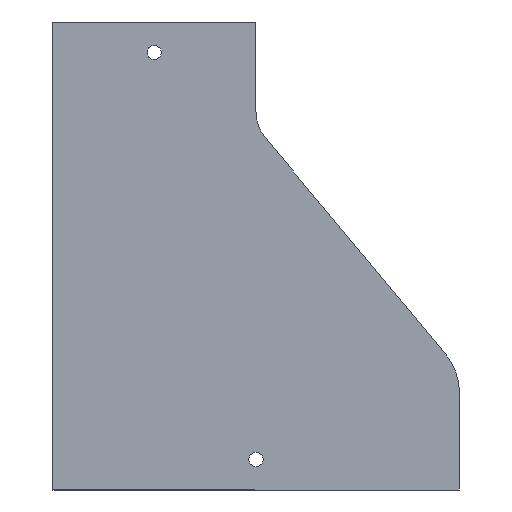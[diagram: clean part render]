
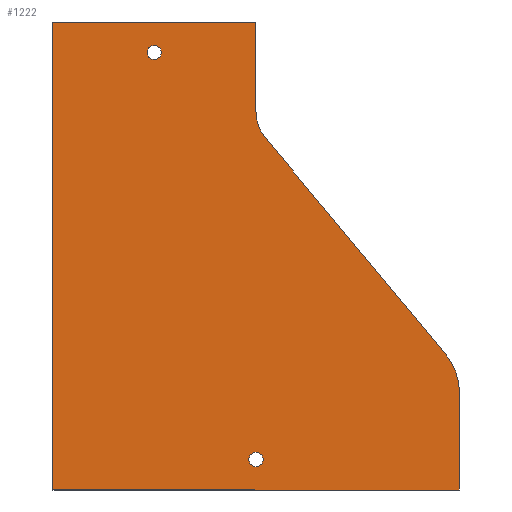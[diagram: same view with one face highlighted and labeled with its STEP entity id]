
A CAD part, front view. The second image highlights one B-rep face of the part: STEP entity #1222.
In plain terms, the highlighted planar face has unit normal (0, -1, 0).
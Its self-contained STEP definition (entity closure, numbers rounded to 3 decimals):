
#69 = DIRECTION ( 'NONE',  ( 0., 0., -1. ) ) ;
#81 = DIRECTION ( 'NONE',  ( 0., 0., 1. ) ) ;
#182 = DIRECTION ( 'NONE',  ( 0., 0., 1. ) ) ;
#219 = CARTESIAN_POINT ( 'NONE',  ( 200., 0., -182.241 ) ) ;
#309 = CARTESIAN_POINT ( 'NONE',  ( 100., 0., 0. ) ) ;
#310 = DIRECTION ( 'NONE',  ( 0., 0., 1. ) ) ;
#335 = CARTESIAN_POINT ( 'NONE',  ( 0., 0., -230. ) ) ;
#337 = CARTESIAN_POINT ( 'NONE',  ( 200., 0., -230. ) ) ;
#374 = CARTESIAN_POINT ( 'NONE',  ( 193.047, 0., -163.035 ) ) ;
#406 = DIRECTION ( 'NONE',  ( -0.64, 0., 0.768 ) ) ;
#412 = CARTESIAN_POINT ( 'NONE',  ( 100., 0., 0. ) ) ;
#422 = CARTESIAN_POINT ( 'NONE',  ( 0., 0., 0. ) ) ;
#423 = CARTESIAN_POINT ( 'NONE',  ( 104.636, 0., -56.942 ) ) ;
#427 = CARTESIAN_POINT ( 'NONE',  ( 200., 0., -182.241 ) ) ;
#434 = CARTESIAN_POINT ( 'NONE',  ( 100., 0., -44.139 ) ) ;
#437 = CARTESIAN_POINT ( 'NONE',  ( 104.636, 0., -56.942 ) ) ;
#439 = CARTESIAN_POINT ( 'NONE',  ( 0., 0., 0. ) ) ;
#448 = CARTESIAN_POINT ( 'NONE',  ( 50., 0., -15. ) ) ;
#449 = DIRECTION ( 'NONE',  ( 0., 0., -1. ) ) ;
#456 = DIRECTION ( 'NONE',  ( 0., -1., 0. ) ) ;
#458 = DIRECTION ( 'NONE',  ( -1., 0., 0. ) ) ;
#459 = CARTESIAN_POINT ( 'NONE',  ( -200., 0., -230. ) ) ;
#462 = DIRECTION ( 'NONE',  ( 1., 0., 0. ) ) ;
#486 = DIRECTION ( 'NONE',  ( 0., 0., 1. ) ) ;
#487 = DIRECTION ( 'NONE',  ( 0., -1., 0. ) ) ;
#488 = CARTESIAN_POINT ( 'NONE',  ( 170., 0., -182.241 ) ) ;
#507 = CARTESIAN_POINT ( 'NONE',  ( -100., 0., 0. ) ) ;
#524 = DIRECTION ( 'NONE',  ( 0., -1., 0. ) ) ;
#532 = CARTESIAN_POINT ( 'NONE',  ( 100., 0., -215. ) ) ;
#539 = DIRECTION ( 'NONE',  ( 0., 0., 1. ) ) ;
#543 = DIRECTION ( 'NONE',  ( 0., 1., 0. ) ) ;
#544 = CARTESIAN_POINT ( 'NONE',  ( 120., 0., -44.139 ) ) ;
#599 = DIRECTION ( 'NONE',  ( 0., 1., 0. ) ) ;
#606 = CARTESIAN_POINT ( 'NONE',  ( -120., 0., -44.139 ) ) ;
#608 = PLANE ( 'NONE',  #708 ) ;
#610 = DIRECTION ( 'NONE',  ( 0., 0., 1. ) ) ;
#666 = CARTESIAN_POINT ( 'NONE',  ( 100., 0., -218.5 ) ) ;
#672 = CARTESIAN_POINT ( 'NONE',  ( 50., 0., -18.5 ) ) ;
#708 = AXIS2_PLACEMENT_3D ( 'NONE', #606, #599, #610 ) ;
#714 = EDGE_CURVE ( 'NONE', #842, #852, #1554, .T. ) ;
#718 = EDGE_CURVE ( 'NONE', #1084, #1084, #1562, .T. ) ;
#725 = EDGE_CURVE ( 'NONE', #1096, #1096, #1574, .T. ) ;
#729 = EDGE_CURVE ( 'NONE', #845, #892, #1577, .T. ) ;
#750 = EDGE_CURVE ( 'NONE', #852, #900, #1615, .T. ) ;
#751 = EDGE_CURVE ( 'NONE', #844, #816, #1617, .T. ) ;
#752 = EDGE_CURVE ( 'NONE', #836, #844, #1618, .T. ) ;
#756 = EDGE_CURVE ( 'NONE', #842, #836, #1625, .T. ) ;
#759 = EDGE_CURVE ( 'NONE', #900, #845, #1631, .T. ) ;
#767 = EDGE_CURVE ( 'NONE', #892, #816, #1639, .T. ) ;
#816 = VERTEX_POINT ( 'NONE', #309 ) ;
#836 = VERTEX_POINT ( 'NONE', #335 ) ;
#842 = VERTEX_POINT ( 'NONE', #337 ) ;
#844 = VERTEX_POINT ( 'NONE', #422 ) ;
#845 = VERTEX_POINT ( 'NONE', #423 ) ;
#852 = VERTEX_POINT ( 'NONE', #427 ) ;
#892 = VERTEX_POINT ( 'NONE', #434 ) ;
#900 = VERTEX_POINT ( 'NONE', #374 ) ;
#925 = EDGE_LOOP ( 'NONE', ( #1301 ) ) ;
#926 = EDGE_LOOP ( 'NONE', ( #1302 ) ) ;
#950 = EDGE_LOOP ( 'NONE', ( #1303, #1304, #1305, #1306, #1307, #1308, #1309, #1310 ) ) ;
#1032 = AXIS2_PLACEMENT_3D ( 'NONE', #488, #487, #486 ) ;
#1038 = AXIS2_PLACEMENT_3D ( 'NONE', #544, #543, #539 ) ;
#1040 = AXIS2_PLACEMENT_3D ( 'NONE', #532, #524, #69 ) ;
#1043 = AXIS2_PLACEMENT_3D ( 'NONE', #448, #456, #449 ) ;
#1084 = VERTEX_POINT ( 'NONE', #672 ) ;
#1096 = VERTEX_POINT ( 'NONE', #666 ) ;
#1222 = ADVANCED_FACE ( 'NONE', ( #1817, #1823, #1821 ), #608, .F. ) ;
#1301 = ORIENTED_EDGE ( 'NONE', *, *, #725, .F. ) ;
#1302 = ORIENTED_EDGE ( 'NONE', *, *, #718, .F. ) ;
#1303 = ORIENTED_EDGE ( 'NONE', *, *, #751, .F. ) ;
#1304 = ORIENTED_EDGE ( 'NONE', *, *, #752, .F. ) ;
#1305 = ORIENTED_EDGE ( 'NONE', *, *, #756, .F. ) ;
#1306 = ORIENTED_EDGE ( 'NONE', *, *, #714, .T. ) ;
#1307 = ORIENTED_EDGE ( 'NONE', *, *, #750, .T. ) ;
#1308 = ORIENTED_EDGE ( 'NONE', *, *, #759, .T. ) ;
#1309 = ORIENTED_EDGE ( 'NONE', *, *, #729, .T. ) ;
#1310 = ORIENTED_EDGE ( 'NONE', *, *, #767, .T. ) ;
#1554 = LINE ( 'NONE', #219, #1557 ) ;
#1557 = VECTOR ( 'NONE', #81, 1000. ) ;
#1562 = CIRCLE ( 'NONE', #1043, 3.5 ) ;
#1574 = CIRCLE ( 'NONE', #1040, 3.5 ) ;
#1577 = CIRCLE ( 'NONE', #1038, 20. ) ;
#1615 = CIRCLE ( 'NONE', #1032, 30. ) ;
#1617 = LINE ( 'NONE', #507, #1619 ) ;
#1618 = LINE ( 'NONE', #439, #1621 ) ;
#1619 = VECTOR ( 'NONE', #462, 1000. ) ;
#1621 = VECTOR ( 'NONE', #310, 1000. ) ;
#1625 = LINE ( 'NONE', #459, #1628 ) ;
#1628 = VECTOR ( 'NONE', #458, 1000. ) ;
#1631 = LINE ( 'NONE', #437, #1634 ) ;
#1634 = VECTOR ( 'NONE', #406, 1000. ) ;
#1639 = LINE ( 'NONE', #412, #1644 ) ;
#1644 = VECTOR ( 'NONE', #182, 1000. ) ;
#1817 = FACE_BOUND ( 'NONE', #925, .T. ) ;
#1821 = FACE_OUTER_BOUND ( 'NONE', #950, .T. ) ;
#1823 = FACE_BOUND ( 'NONE', #926, .T. ) ;
